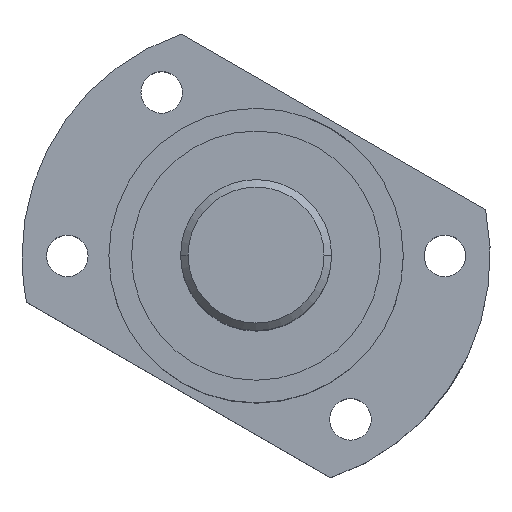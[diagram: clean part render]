
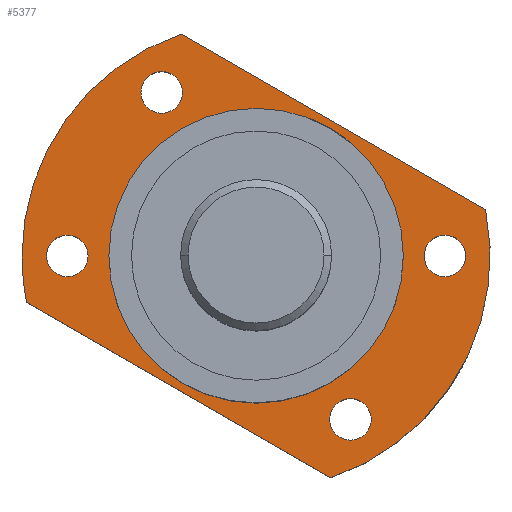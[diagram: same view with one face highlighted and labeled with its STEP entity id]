
A CAD part, top view. The second image highlights one B-rep face of the part: STEP entity #5377.
In plain terms, the highlighted planar face has unit normal (0, 0, 1).
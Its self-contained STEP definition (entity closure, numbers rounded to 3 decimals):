
#111 = CARTESIAN_POINT ( 'NONE',  ( 25., 0., -65. ) ) ;
#230 = CARTESIAN_POINT ( 'NONE',  ( -31., 0., -65. ) ) ;
#713 = CARTESIAN_POINT ( 'NONE',  ( -25., 0., -65. ) ) ;
#947 = CARTESIAN_POINT ( 'NONE',  ( -15.588, 9., -65. ) ) ;
#1302 = AXIS2_PLACEMENT_3D ( 'NONE', #23620, #7617, #7066 ) ;
#1414 = AXIS2_PLACEMENT_3D ( 'NONE', #947, #7009, #24196 ) ;
#1666 = CIRCLE ( 'NONE', #3512, 2.75 ) ;
#1671 = AXIS2_PLACEMENT_3D ( 'NONE', #111, #25607, #15108 ) ;
#1706 = DIRECTION ( 'NONE',  ( -1., 0., 0. ) ) ;
#2106 = AXIS2_PLACEMENT_3D ( 'NONE', #20082, #2899, #22138 ) ;
#2288 = CARTESIAN_POINT ( 'NONE',  ( 12.5, -18.901, -65. ) ) ;
#2567 = EDGE_LOOP ( 'NONE', ( #20286, #20410 ) ) ;
#2571 = PLANE ( 'NONE',  #1414 ) ;
#2671 = LINE ( 'NONE', #16571, #19471 ) ;
#2899 = DIRECTION ( 'NONE',  ( 0., 0., 1. ) ) ;
#3097 = AXIS2_PLACEMENT_3D ( 'NONE', #16676, #25496, #21013 ) ;
#3404 = EDGE_CURVE ( 'NONE', #21746, #4900, #4261, .T. ) ;
#3462 = DIRECTION ( 'NONE',  ( 0., -1., 0. ) ) ;
#3512 = AXIS2_PLACEMENT_3D ( 'NONE', #5665, #20775, #26840 ) ;
#3530 = EDGE_LOOP ( 'NONE', ( #6046, #6379, #4136, #14583, #18629 ) ) ;
#3539 = CARTESIAN_POINT ( 'NONE',  ( -9.889, 29.381, -65. ) ) ;
#3656 = CIRCLE ( 'NONE', #9342, 2.75 ) ;
#3804 = EDGE_LOOP ( 'NONE', ( #26082, #25302 ) ) ;
#4136 = ORIENTED_EDGE ( 'NONE', *, *, #3404, .F. ) ;
#4188 = DIRECTION ( 'NONE',  ( 1., 0., 0. ) ) ;
#4261 = CIRCLE ( 'NONE', #19408, 31. ) ;
#4605 = AXIS2_PLACEMENT_3D ( 'NONE', #14230, #20865, #20566 ) ;
#4900 = VERTEX_POINT ( 'NONE', #18048 ) ;
#5121 = DIRECTION ( 'NONE',  ( 0., -1., 0. ) ) ;
#5246 = VERTEX_POINT ( 'NONE', #2288 ) ;
#5337 = CARTESIAN_POINT ( 'NONE',  ( -30.389, -6.127, -65. ) ) ;
#5377 = ADVANCED_FACE ( 'NONE', ( #11998, #22338, #13981, #17320, #8287, #23990 ), #2571, .F. ) ;
#5658 = CARTESIAN_POINT ( 'NONE',  ( 0., 0., -65. ) ) ;
#5665 = CARTESIAN_POINT ( 'NONE',  ( -12.5, 21.651, -65. ) ) ;
#5691 = CIRCLE ( 'NONE', #2106, 2.75 ) ;
#5722 = DIRECTION ( 'NONE',  ( 0.866, -0.5, 0. ) ) ;
#5996 = DIRECTION ( 'NONE',  ( -0.866, 0.5, 0. ) ) ;
#6046 = ORIENTED_EDGE ( 'NONE', *, *, #15930, .F. ) ;
#6152 = ORIENTED_EDGE ( 'NONE', *, *, #12034, .F. ) ;
#6379 = ORIENTED_EDGE ( 'NONE', *, *, #8904, .F. ) ;
#6443 = ORIENTED_EDGE ( 'NONE', *, *, #20777, .F. ) ;
#7009 = DIRECTION ( 'NONE',  ( 0., 0., -1. ) ) ;
#7066 = DIRECTION ( 'NONE',  ( -1., 0., 0. ) ) ;
#7117 = VERTEX_POINT ( 'NONE', #5337 ) ;
#7540 = CARTESIAN_POINT ( 'NONE',  ( 25., 0., -65. ) ) ;
#7617 = DIRECTION ( 'NONE',  ( 0., 0., -1. ) ) ;
#7730 = CARTESIAN_POINT ( 'NONE',  ( -25., 0., -65. ) ) ;
#7908 = DIRECTION ( 'NONE',  ( 0., 0., 1. ) ) ;
#8179 = CIRCLE ( 'NONE', #1671, 2.75 ) ;
#8287 = FACE_BOUND ( 'NONE', #3804, .T. ) ;
#8714 = EDGE_CURVE ( 'NONE', #7117, #21746, #22943, .T. ) ;
#8904 = EDGE_CURVE ( 'NONE', #4900, #22617, #16918, .T. ) ;
#9020 = AXIS2_PLACEMENT_3D ( 'NONE', #19997, #9259, #13666 ) ;
#9114 = CARTESIAN_POINT ( 'NONE',  ( 25., 2.75, -65. ) ) ;
#9149 = CARTESIAN_POINT ( 'NONE',  ( -12.5, 18.901, -65. ) ) ;
#9259 = DIRECTION ( 'NONE',  ( 0., 0., 1. ) ) ;
#9342 = AXIS2_PLACEMENT_3D ( 'NONE', #713, #15621, #5121 ) ;
#10006 = VERTEX_POINT ( 'NONE', #25015 ) ;
#10084 = EDGE_CURVE ( 'NONE', #17818, #19274, #15534, .T. ) ;
#10153 = CARTESIAN_POINT ( 'NONE',  ( -25., -2.75, -65. ) ) ;
#10637 = AXIS2_PLACEMENT_3D ( 'NONE', #7540, #14202, #22691 ) ;
#11448 = CIRCLE ( 'NONE', #14022, 2.75 ) ;
#11810 = CIRCLE ( 'NONE', #9020, 19.5 ) ;
#11918 = VERTEX_POINT ( 'NONE', #10153 ) ;
#11998 = FACE_OUTER_BOUND ( 'NONE', #3530, .T. ) ;
#12034 = EDGE_CURVE ( 'NONE', #26612, #23816, #8179, .T. ) ;
#12166 = VERTEX_POINT ( 'NONE', #22113 ) ;
#13666 = DIRECTION ( 'NONE',  ( 1., 0., 0. ) ) ;
#13951 = VERTEX_POINT ( 'NONE', #18871 ) ;
#13981 = FACE_BOUND ( 'NONE', #23661, .T. ) ;
#14022 = AXIS2_PLACEMENT_3D ( 'NONE', #15888, #24694, #26856 ) ;
#14202 = DIRECTION ( 'NONE',  ( 0., 0., 1. ) ) ;
#14230 = CARTESIAN_POINT ( 'NONE',  ( 0., 0., -65. ) ) ;
#14449 = CARTESIAN_POINT ( 'NONE',  ( 25., -2.75, -65. ) ) ;
#14583 = ORIENTED_EDGE ( 'NONE', *, *, #8714, .F. ) ;
#15108 = DIRECTION ( 'NONE',  ( 0., -1., 0. ) ) ;
#15152 = CIRCLE ( 'NONE', #22375, 2.75 ) ;
#15172 = DIRECTION ( 'NONE',  ( 0., 0., 1. ) ) ;
#15534 = CIRCLE ( 'NONE', #3097, 2.75 ) ;
#15612 = EDGE_CURVE ( 'NONE', #12166, #11918, #15152, .T. ) ;
#15621 = DIRECTION ( 'NONE',  ( 0., 0., 1. ) ) ;
#15888 = CARTESIAN_POINT ( 'NONE',  ( 12.5, -21.651, -65. ) ) ;
#15930 = EDGE_CURVE ( 'NONE', #22617, #20805, #25880, .T. ) ;
#16214 = VECTOR ( 'NONE', #5722, 1000. ) ;
#16510 = ORIENTED_EDGE ( 'NONE', *, *, #15612, .F. ) ;
#16571 = CARTESIAN_POINT ( 'NONE',  ( 9.889, -29.381, -65. ) ) ;
#16676 = CARTESIAN_POINT ( 'NONE',  ( -12.5, 21.651, -65. ) ) ;
#16865 = EDGE_CURVE ( 'NONE', #19274, #17818, #1666, .T. ) ;
#16918 = LINE ( 'NONE', #3539, #16214 ) ;
#16951 = CARTESIAN_POINT ( 'NONE',  ( 0., 0., -65. ) ) ;
#17320 = FACE_BOUND ( 'NONE', #27047, .T. ) ;
#17680 = CARTESIAN_POINT ( 'NONE',  ( 19.5, 0., -65. ) ) ;
#17785 = EDGE_CURVE ( 'NONE', #5246, #13951, #5691, .T. ) ;
#17818 = VERTEX_POINT ( 'NONE', #24177 ) ;
#18048 = CARTESIAN_POINT ( 'NONE',  ( -9.889, 29.381, -65. ) ) ;
#18496 = CARTESIAN_POINT ( 'NONE',  ( 30.389, 6.127, -65. ) ) ;
#18629 = ORIENTED_EDGE ( 'NONE', *, *, #21524, .F. ) ;
#18754 = EDGE_CURVE ( 'NONE', #13951, #5246, #11448, .T. ) ;
#18792 = DIRECTION ( 'NONE',  ( 0., 0., -1. ) ) ;
#18871 = CARTESIAN_POINT ( 'NONE',  ( 12.5, -24.401, -65. ) ) ;
#18876 = EDGE_CURVE ( 'NONE', #11918, #12166, #3656, .T. ) ;
#19274 = VERTEX_POINT ( 'NONE', #9149 ) ;
#19408 = AXIS2_PLACEMENT_3D ( 'NONE', #5658, #18792, #1706 ) ;
#19471 = VECTOR ( 'NONE', #5996, 1000. ) ;
#19997 = CARTESIAN_POINT ( 'NONE',  ( 0., 0., -65. ) ) ;
#20082 = CARTESIAN_POINT ( 'NONE',  ( 12.5, -21.651, -65. ) ) ;
#20286 = ORIENTED_EDGE ( 'NONE', *, *, #23936, .F. ) ;
#20410 = ORIENTED_EDGE ( 'NONE', *, *, #20595, .F. ) ;
#20548 = ORIENTED_EDGE ( 'NONE', *, *, #10084, .F. ) ;
#20566 = DIRECTION ( 'NONE',  ( -1., 0., 0. ) ) ;
#20595 = EDGE_CURVE ( 'NONE', #10006, #26562, #11810, .T. ) ;
#20775 = DIRECTION ( 'NONE',  ( 0., 0., 1. ) ) ;
#20777 = EDGE_CURVE ( 'NONE', #23816, #26612, #26179, .T. ) ;
#20805 = VERTEX_POINT ( 'NONE', #26814 ) ;
#20865 = DIRECTION ( 'NONE',  ( 0., 0., -1. ) ) ;
#21013 = DIRECTION ( 'NONE',  ( 0., -1., 0. ) ) ;
#21524 = EDGE_CURVE ( 'NONE', #20805, #7117, #2671, .T. ) ;
#21746 = VERTEX_POINT ( 'NONE', #230 ) ;
#22113 = CARTESIAN_POINT ( 'NONE',  ( -25., 2.75, -65. ) ) ;
#22138 = DIRECTION ( 'NONE',  ( 0., -1., 0. ) ) ;
#22338 = FACE_BOUND ( 'NONE', #25236, .T. ) ;
#22375 = AXIS2_PLACEMENT_3D ( 'NONE', #7730, #7908, #3462 ) ;
#22617 = VERTEX_POINT ( 'NONE', #18496 ) ;
#22691 = DIRECTION ( 'NONE',  ( 0., -1., 0. ) ) ;
#22863 = ORIENTED_EDGE ( 'NONE', *, *, #16865, .F. ) ;
#22943 = CIRCLE ( 'NONE', #1302, 31. ) ;
#23414 = CIRCLE ( 'NONE', #24215, 19.5 ) ;
#23620 = CARTESIAN_POINT ( 'NONE',  ( 0., 0., -65. ) ) ;
#23661 = EDGE_LOOP ( 'NONE', ( #26277, #16510 ) ) ;
#23816 = VERTEX_POINT ( 'NONE', #14449 ) ;
#23936 = EDGE_CURVE ( 'NONE', #26562, #10006, #23414, .T. ) ;
#23990 = FACE_BOUND ( 'NONE', #2567, .T. ) ;
#24177 = CARTESIAN_POINT ( 'NONE',  ( -12.5, 24.401, -65. ) ) ;
#24196 = DIRECTION ( 'NONE',  ( -1., 0., 0. ) ) ;
#24215 = AXIS2_PLACEMENT_3D ( 'NONE', #16951, #15172, #4188 ) ;
#24694 = DIRECTION ( 'NONE',  ( 0., 0., 1. ) ) ;
#25015 = CARTESIAN_POINT ( 'NONE',  ( -19.5, 0., -65. ) ) ;
#25236 = EDGE_LOOP ( 'NONE', ( #22863, #20548 ) ) ;
#25302 = ORIENTED_EDGE ( 'NONE', *, *, #17785, .F. ) ;
#25496 = DIRECTION ( 'NONE',  ( 0., 0., 1. ) ) ;
#25607 = DIRECTION ( 'NONE',  ( 0., 0., 1. ) ) ;
#25880 = CIRCLE ( 'NONE', #4605, 31. ) ;
#26082 = ORIENTED_EDGE ( 'NONE', *, *, #18754, .F. ) ;
#26179 = CIRCLE ( 'NONE', #10637, 2.75 ) ;
#26277 = ORIENTED_EDGE ( 'NONE', *, *, #18876, .F. ) ;
#26562 = VERTEX_POINT ( 'NONE', #17680 ) ;
#26612 = VERTEX_POINT ( 'NONE', #9114 ) ;
#26814 = CARTESIAN_POINT ( 'NONE',  ( 9.889, -29.381, -65. ) ) ;
#26840 = DIRECTION ( 'NONE',  ( 0., -1., 0. ) ) ;
#26856 = DIRECTION ( 'NONE',  ( 0., -1., 0. ) ) ;
#27047 = EDGE_LOOP ( 'NONE', ( #6443, #6152 ) ) ;
